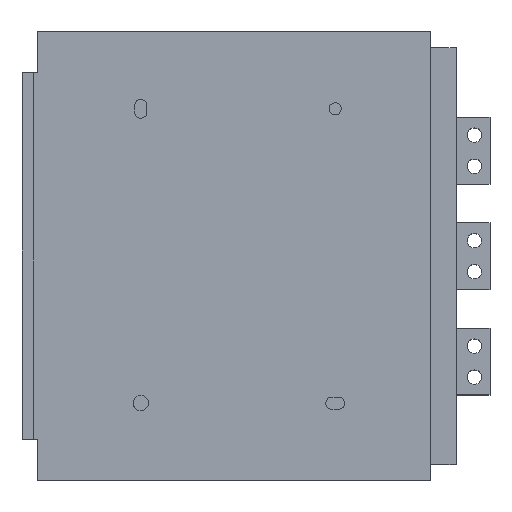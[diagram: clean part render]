
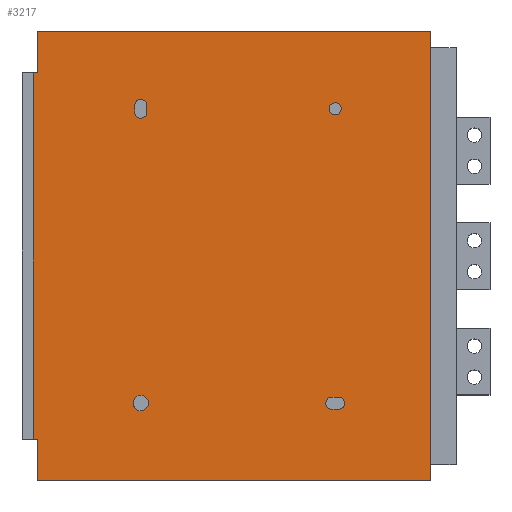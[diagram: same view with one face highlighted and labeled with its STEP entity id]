
A CAD part, top view. The second image highlights one B-rep face of the part: STEP entity #3217.
In plain terms, the highlighted planar face has unit normal (0, 0, 1).
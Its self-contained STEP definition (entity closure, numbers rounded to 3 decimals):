
#614=DIRECTION('',(0.,1.,0.));
#615=VECTOR('',#614,405.);
#616=CARTESIAN_POINT('',(202.5,-15.,113.575));
#617=LINE('',#616,#615);
#630=DIRECTION('',(-1.,0.,0.));
#631=VECTOR('',#630,354.);
#632=CARTESIAN_POINT('',(202.5,-15.,113.575));
#633=LINE('',#632,#631);
#646=CARTESIAN_POINT('',(116.5,320.,113.575));
#647=DIRECTION('',(0.,0.,1.));
#648=DIRECTION('',(1.,0.,0.));
#649=AXIS2_PLACEMENT_3D('',#646,#647,#648);
#651=CARTESIAN_POINT('',(116.5,320.,113.575));
#652=DIRECTION('',(0.,0.,1.));
#653=DIRECTION('',(-1.,0.,0.));
#654=AXIS2_PLACEMENT_3D('',#651,#652,#653);
#656=CARTESIAN_POINT('',(-58.5,55.,113.575));
#657=DIRECTION('',(0.,0.,1.));
#658=DIRECTION('',(0.661,-0.751,0.));
#659=AXIS2_PLACEMENT_3D('',#656,#657,#658);
#661=CARTESIAN_POINT('',(-58.5,55.,113.575));
#662=DIRECTION('',(0.,0.,1.));
#663=DIRECTION('',(-0.661,-0.751,0.));
#664=AXIS2_PLACEMENT_3D('',#661,#662,#663);
#666=DIRECTION('',(0.,1.,0.));
#667=VECTOR('',#666,6.);
#668=CARTESIAN_POINT('',(-53.,317.,113.575));
#669=LINE('',#668,#667);
#670=CARTESIAN_POINT('',(-58.5,323.,113.575));
#671=DIRECTION('',(0.,0.,1.));
#672=DIRECTION('',(1.,0.,0.));
#673=AXIS2_PLACEMENT_3D('',#670,#671,#672);
#675=DIRECTION('',(0.,-1.,0.));
#676=VECTOR('',#675,6.);
#677=CARTESIAN_POINT('',(-64.,323.,113.575));
#678=LINE('',#677,#676);
#679=CARTESIAN_POINT('',(-58.5,317.,113.575));
#680=DIRECTION('',(0.,0.,1.));
#681=DIRECTION('',(-1.,0.,0.));
#682=AXIS2_PLACEMENT_3D('',#679,#680,#681);
#684=DIRECTION('',(1.,0.,0.));
#685=VECTOR('',#684,6.);
#686=CARTESIAN_POINT('',(113.5,49.5,113.575));
#687=LINE('',#686,#685);
#688=CARTESIAN_POINT('',(119.5,55.,113.575));
#689=DIRECTION('',(0.,0.,1.));
#690=DIRECTION('',(0.,-1.,0.));
#691=AXIS2_PLACEMENT_3D('',#688,#689,#690);
#693=DIRECTION('',(-1.,0.,0.));
#694=VECTOR('',#693,6.);
#695=CARTESIAN_POINT('',(119.5,60.5,113.575));
#696=LINE('',#695,#694);
#697=CARTESIAN_POINT('',(113.5,55.,113.575));
#698=DIRECTION('',(0.,0.,1.));
#699=DIRECTION('',(0.,1.,0.));
#700=AXIS2_PLACEMENT_3D('',#697,#698,#699);
#702=DIRECTION('',(1.,0.,0.));
#703=VECTOR('',#702,4.);
#704=CARTESIAN_POINT('',(-155.5,352.5,113.575));
#705=LINE('',#704,#703);
#706=DIRECTION('',(0.,1.,0.));
#707=VECTOR('',#706,37.5);
#708=CARTESIAN_POINT('',(-151.5,352.5,113.575));
#709=LINE('',#708,#707);
#710=DIRECTION('',(0.,1.,0.));
#711=VECTOR('',#710,37.5);
#712=CARTESIAN_POINT('',(-151.5,-15.,113.575));
#713=LINE('',#712,#711);
#714=DIRECTION('',(1.,0.,0.));
#715=VECTOR('',#714,4.);
#716=CARTESIAN_POINT('',(-155.5,22.5,113.575));
#717=LINE('',#716,#715);
#851=DIRECTION('',(0.,-1.,0.));
#852=VECTOR('',#851,330.);
#853=CARTESIAN_POINT('',(-155.5,352.5,113.575));
#854=LINE('',#853,#852);
#919=DIRECTION('',(1.,0.,0.));
#920=VECTOR('',#919,354.);
#921=CARTESIAN_POINT('',(-151.5,390.,113.575));
#922=LINE('',#921,#920);
#1667=CARTESIAN_POINT('',(111.,320.,113.575));
#1668=CARTESIAN_POINT('',(122.,320.,113.575));
#1669=VERTEX_POINT('',#1667);
#1670=VERTEX_POINT('',#1668);
#1671=CARTESIAN_POINT('',(-63.125,49.746,113.575));
#1672=CARTESIAN_POINT('',(-53.875,49.746,113.575));
#1673=VERTEX_POINT('',#1671);
#1674=VERTEX_POINT('',#1672);
#1675=CARTESIAN_POINT('',(-53.,317.,113.575));
#1676=CARTESIAN_POINT('',(-53.,323.,113.575));
#1677=VERTEX_POINT('',#1675);
#1678=VERTEX_POINT('',#1676);
#1679=CARTESIAN_POINT('',(-64.,323.,113.575));
#1680=VERTEX_POINT('',#1679);
#1681=CARTESIAN_POINT('',(-64.,317.,113.575));
#1682=VERTEX_POINT('',#1681);
#1683=CARTESIAN_POINT('',(113.5,49.5,113.575));
#1684=CARTESIAN_POINT('',(119.5,49.5,113.575));
#1685=VERTEX_POINT('',#1683);
#1686=VERTEX_POINT('',#1684);
#1687=CARTESIAN_POINT('',(119.5,60.5,113.575));
#1688=CARTESIAN_POINT('',(113.5,60.5,113.575));
#1689=VERTEX_POINT('',#1687);
#1690=VERTEX_POINT('',#1688);
#2053=CARTESIAN_POINT('',(202.5,390.,113.575));
#2055=VERTEX_POINT('',#2053);
#2060=CARTESIAN_POINT('',(202.5,-15.,113.575));
#2062=VERTEX_POINT('',#2060);
#2085=CARTESIAN_POINT('',(-155.5,352.5,113.575));
#2086=CARTESIAN_POINT('',(-151.5,352.5,113.575));
#2087=VERTEX_POINT('',#2085);
#2088=VERTEX_POINT('',#2086);
#2089=CARTESIAN_POINT('',(-155.5,22.5,113.575));
#2090=CARTESIAN_POINT('',(-151.5,22.5,113.575));
#2091=VERTEX_POINT('',#2089);
#2092=VERTEX_POINT('',#2090);
#2117=CARTESIAN_POINT('',(-151.5,390.,113.575));
#2118=VERTEX_POINT('',#2117);
#2123=CARTESIAN_POINT('',(-151.5,-15.,113.575));
#2124=VERTEX_POINT('',#2123);
#3166=CARTESIAN_POINT('',(0.,0.,113.575));
#3167=DIRECTION('',(0.,0.,1.));
#3168=DIRECTION('',(1.,0.,0.));
#3169=AXIS2_PLACEMENT_3D('',#3166,#3167,#3168);
#3170=PLANE('',#3169);
#3172=ORIENTED_EDGE('',*,*,#3171,.T.);
#3173=ORIENTED_EDGE('',*,*,#2277,.T.);
#3175=ORIENTED_EDGE('',*,*,#3174,.T.);
#3176=ORIENTED_EDGE('',*,*,#3129,.F.);
#3177=ORIENTED_EDGE('',*,*,#3158,.T.);
#3178=ORIENTED_EDGE('',*,*,#2285,.T.);
#3180=ORIENTED_EDGE('',*,*,#3179,.F.);
#3182=ORIENTED_EDGE('',*,*,#3181,.F.);
#3183=EDGE_LOOP('',(#3172,#3173,#3175,#3176,#3177,#3178,#3180,#3182));
#3184=FACE_OUTER_BOUND('',#3183,.F.);
#3186=ORIENTED_EDGE('',*,*,#3185,.T.);
#3188=ORIENTED_EDGE('',*,*,#3187,.T.);
#3189=EDGE_LOOP('',(#3186,#3188));
#3190=FACE_BOUND('',#3189,.F.);
#3192=ORIENTED_EDGE('',*,*,#3191,.T.);
#3194=ORIENTED_EDGE('',*,*,#3193,.T.);
#3196=ORIENTED_EDGE('',*,*,#3195,.T.);
#3198=ORIENTED_EDGE('',*,*,#3197,.T.);
#3199=EDGE_LOOP('',(#3192,#3194,#3196,#3198));
#3200=FACE_BOUND('',#3199,.F.);
#3202=ORIENTED_EDGE('',*,*,#3201,.T.);
#3204=ORIENTED_EDGE('',*,*,#3203,.T.);
#3206=ORIENTED_EDGE('',*,*,#3205,.T.);
#3208=ORIENTED_EDGE('',*,*,#3207,.T.);
#3209=EDGE_LOOP('',(#3202,#3204,#3206,#3208));
#3210=FACE_BOUND('',#3209,.F.);
#3212=ORIENTED_EDGE('',*,*,#3211,.T.);
#3214=ORIENTED_EDGE('',*,*,#3213,.T.);
#3215=EDGE_LOOP('',(#3212,#3214));
#3216=FACE_BOUND('',#3215,.F.);
#650=CIRCLE('',#649,5.5);
#655=CIRCLE('',#654,5.5);
#660=CIRCLE('',#659,7.);
#665=CIRCLE('',#664,7.);
#674=CIRCLE('',#673,5.5);
#683=CIRCLE('',#682,5.5);
#692=CIRCLE('',#691,5.5);
#701=CIRCLE('',#700,5.5);
#2277=EDGE_CURVE('',#2088,#2118,#709,.T.);
#2285=EDGE_CURVE('',#2124,#2092,#713,.T.);
#3129=EDGE_CURVE('',#2062,#2055,#617,.T.);
#3158=EDGE_CURVE('',#2062,#2124,#633,.T.);
#3171=EDGE_CURVE('',#2087,#2088,#705,.T.);
#3174=EDGE_CURVE('',#2118,#2055,#922,.T.);
#3179=EDGE_CURVE('',#2091,#2092,#717,.T.);
#3181=EDGE_CURVE('',#2087,#2091,#854,.T.);
#3185=EDGE_CURVE('',#1674,#1673,#660,.T.);
#3187=EDGE_CURVE('',#1673,#1674,#665,.T.);
#3191=EDGE_CURVE('',#1677,#1678,#669,.T.);
#3193=EDGE_CURVE('',#1678,#1680,#674,.T.);
#3195=EDGE_CURVE('',#1680,#1682,#678,.T.);
#3197=EDGE_CURVE('',#1682,#1677,#683,.T.);
#3201=EDGE_CURVE('',#1685,#1686,#687,.T.);
#3203=EDGE_CURVE('',#1686,#1689,#692,.T.);
#3205=EDGE_CURVE('',#1689,#1690,#696,.T.);
#3207=EDGE_CURVE('',#1690,#1685,#701,.T.);
#3211=EDGE_CURVE('',#1670,#1669,#650,.T.);
#3213=EDGE_CURVE('',#1669,#1670,#655,.T.);
#3217=ADVANCED_FACE('',(#3184,#3190,#3200,#3210,#3216),#3170,.T.);
